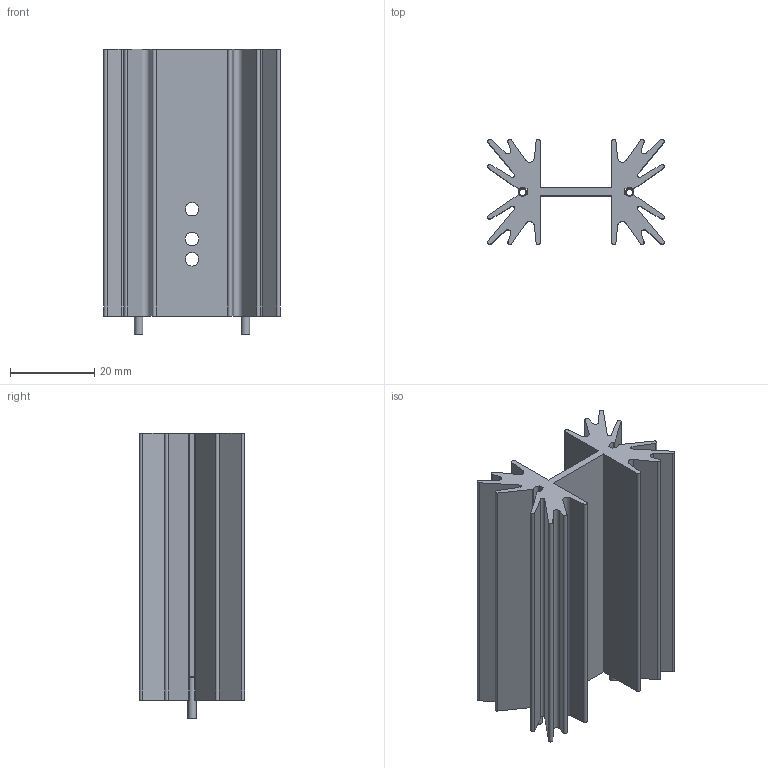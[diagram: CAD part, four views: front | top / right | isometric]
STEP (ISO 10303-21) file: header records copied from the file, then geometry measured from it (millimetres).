
FILE_DESCRIPTION((''),'2;1');
FILE_NAME('SK_129_63.5_STS.stp','2013-05-23T16:39:41',('Lochen'),(''),'Autodesk Inventor 2012','Autodesk Inventor 2012','');
FILE_SCHEMA(('AUTOMOTIVE_DESIGN { 1 0 10303 214 1 1 1 1 }'));
Length unit declared in the file: millimetre
Products named in the file (3): SK_129_63; 001020450; A9001B20100008S
Assembly tree (3 placements, depth 2):
  SK_129_63
    001020450
    A9001B20100008S  x2
Bounding box: 42 x 25 x 68 mm (x, y, z)
Volume: 22706.4 mm3; surface area: 20085.1 mm2
Topology: 3 solids, 3 shells, 201 faces, 585 edges, 390 vertices
Faces by surface type: plane 102, cylinder 95, torus 4
Full cylindrical faces by diameter (mm): 3.2 x3
Entity records: 5438 total; most frequent: CARTESIAN_POINT 1565, ORIENTED_EDGE 816, DIRECTION 786, EDGE_CURVE 408, AXIS2_PLACEMENT_3D 287, VERTEX_POINT 274, VECTOR 212, LINE 212
